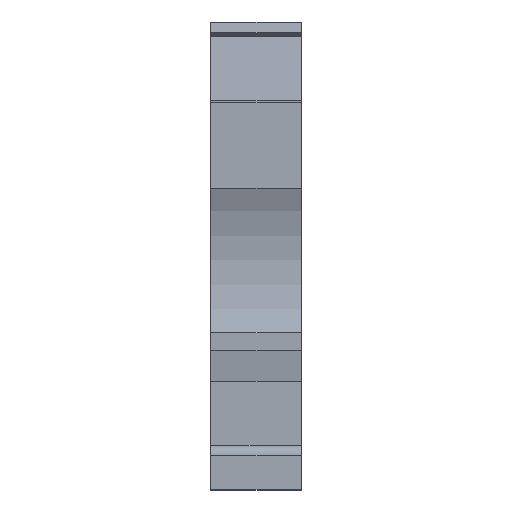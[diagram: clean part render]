
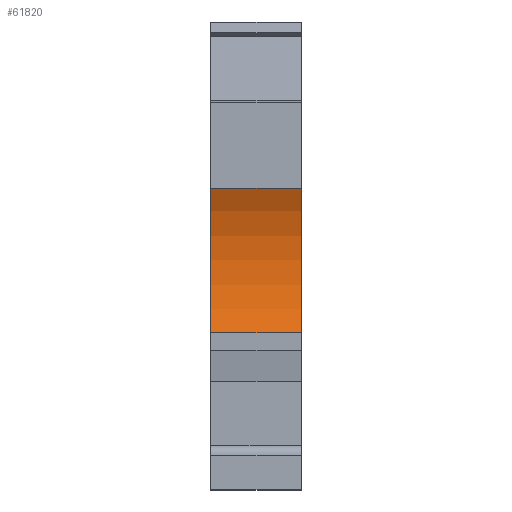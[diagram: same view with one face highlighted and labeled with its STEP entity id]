
A CAD part, front view. The second image highlights one B-rep face of the part: STEP entity #61820.
In plain terms, the highlighted cylindrical face has radius 15 mm (diameter 30 mm), a partial arc.
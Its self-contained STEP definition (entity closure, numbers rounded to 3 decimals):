
#1240=CARTESIAN_POINT('',(-28.218,-17.2,
45.52));
#1250=VERTEX_POINT('',#1240);
#1280=CARTESIAN_POINT('',(-41.736,-23.7,
45.52));
#1290=DIRECTION('',(0.,0.,-1.));
#1300=DIRECTION('',(-1.,0.,0.));
#1310=AXIS2_PLACEMENT_3D('',#1280,#1290,#1300);
#1320=CIRCLE('',#1310,15.);
#1330=CARTESIAN_POINT('',(-28.218,-30.2,
45.52));
#1340=VERTEX_POINT('',#1330);
#1350=EDGE_CURVE('',#1250,#1340,#1320,.T.);
#10340=CARTESIAN_POINT('',(-28.218,-30.2,
53.67));
#10350=VERTEX_POINT('',#10340);
#10380=CARTESIAN_POINT('',(-41.736,-23.7,
53.67));
#10390=DIRECTION('',(0.,0.,-1.));
#10400=DIRECTION('',(-1.,0.,0.));
#10410=AXIS2_PLACEMENT_3D('',#10380,#10390,#10400);
#10420=CIRCLE('',#10410,15.);
#10430=CARTESIAN_POINT('',(-28.218,-17.2,
53.67));
#10440=VERTEX_POINT('',#10430);
#10450=EDGE_CURVE('',#10440,#10350,#10420,.T.);
#61500=CARTESIAN_POINT('',(-28.218,-30.2,
53.67));
#61510=DIRECTION('',(0.,0.,-1.));
#61520=VECTOR('',#61510,1.);
#61530=LINE('',#61500,#61520);
#61540=EDGE_CURVE('',#10350,#1340,#61530,.T.);
#61660=CARTESIAN_POINT('',(-41.736,-23.7,
53.67));
#61670=DIRECTION('',(0.,0.,-1.));
#61680=DIRECTION('',(-1.,0.,0.));
#61690=AXIS2_PLACEMENT_3D('',#61660,#61670,#61680);
#61700=CYLINDRICAL_SURFACE('',#61690,15.);
#61710=ORIENTED_EDGE('',*,*,#10450,.F.);
#61720=ORIENTED_EDGE('',*,*,#61540,.F.);
#61730=ORIENTED_EDGE('',*,*,#1350,.T.);
#61740=CARTESIAN_POINT('',(-28.218,-17.2,
53.67));
#61750=DIRECTION('',(0.,0.,-1.));
#61760=VECTOR('',#61750,1.);
#61770=LINE('',#61740,#61760);
#61780=EDGE_CURVE('',#10440,#1250,#61770,.T.);
#61790=ORIENTED_EDGE('',*,*,#61780,.T.);
#61800=EDGE_LOOP('',(#61790,#61730,#61720,#61710));
#61810=FACE_OUTER_BOUND('',#61800,.T.);
#61820=ADVANCED_FACE('',(#61810),#61700,.F.);
